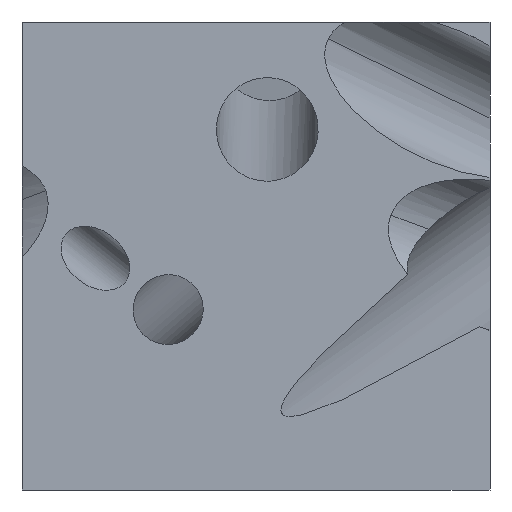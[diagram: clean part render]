
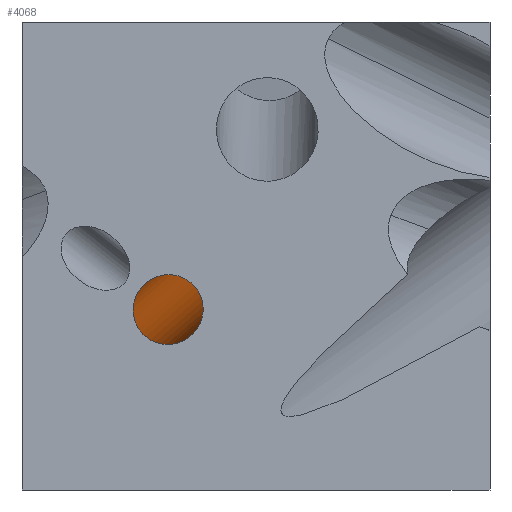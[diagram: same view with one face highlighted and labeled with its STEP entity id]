
A CAD part, left-side view. The second image highlights one B-rep face of the part: STEP entity #4068.
In plain terms, the highlighted cylindrical face has radius 14.823 mm (diameter 29.645 mm), a full revolution.
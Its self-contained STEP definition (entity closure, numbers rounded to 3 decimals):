
#32 = PLANE('',#33);
#33 = AXIS2_PLACEMENT_3D('',#34,#35,#36);
#34 = CARTESIAN_POINT('',(0.,0.,0.));
#35 = DIRECTION('',(1.,0.,-0.));
#36 = DIRECTION('',(0.,0.,1.));
#519 = EDGE_CURVE('',#520,#520,#522,.T.);
#520 = VERTEX_POINT('',#521);
#521 = CARTESIAN_POINT('',(0.,126.143,86.963));
#522 = SURFACE_CURVE('',#523,(#528,#535),.PCURVE_S1.);
#523 = ELLIPSE('',#524,15.068,14.823);
#524 = AXIS2_PLACEMENT_3D('',#525,#526,#527);
#525 = CARTESIAN_POINT('',(0.,137.537,77.104));
#526 = DIRECTION('',(1.,0.,-0.));
#527 = DIRECTION('',(-0.,0.756,-0.654));
#528 = PCURVE('',#32,#529);
#529 = DEFINITIONAL_REPRESENTATION('',(#530),#534);
#530 = ELLIPSE('',#531,15.068,14.823);
#531 = AXIS2_PLACEMENT_2D('',#532,#533);
#532 = CARTESIAN_POINT('',(77.104,-137.537));
#533 = DIRECTION('',(-0.654,-0.756));
#534 = ( GEOMETRIC_REPRESENTATION_CONTEXT(2) 
PARAMETRIC_REPRESENTATION_CONTEXT() REPRESENTATION_CONTEXT('2D SPACE',''
  ) );
#535 = PCURVE('',#536,#541);
#536 = CYLINDRICAL_SURFACE('',#537,14.823);
#537 = AXIS2_PLACEMENT_3D('',#538,#539,#540);
#538 = CARTESIAN_POINT('',(-98.49,123.937,
    88.872));
#539 = DIRECTION('',(0.984,0.136,-0.118));
#540 = DIRECTION('',(0.18,-0.744,0.644));
#541 = DEFINITIONAL_REPRESENTATION('',(#542),#573);
#542 = B_SPLINE_CURVE_WITH_KNOTS('',8,(#543,#544,#545,#546,#547,#548,
    #549,#550,#551,#552,#553,#554,#555,#556,#557,#558,#559,#560,#561,
    #562,#563,#564,#565,#566,#567,#568,#569,#570,#571,#572),
  .UNSPECIFIED.,.F.,.F.,(9,7,7,7,9),(3.142,4.712,
    5.89,7.658,9.425),.UNSPECIFIED.);
#543 = CARTESIAN_POINT('',(0.,97.411));
#544 = CARTESIAN_POINT('',(0.196,97.411));
#545 = CARTESIAN_POINT('',(0.393,97.531));
#546 = CARTESIAN_POINT('',(0.589,97.769));
#547 = CARTESIAN_POINT('',(0.785,98.117));
#548 = CARTESIAN_POINT('',(0.982,98.555));
#549 = CARTESIAN_POINT('',(1.178,99.055));
#550 = CARTESIAN_POINT('',(1.374,99.587));
#551 = CARTESIAN_POINT('',(1.718,100.517));
#552 = CARTESIAN_POINT('',(1.865,100.915));
#553 = CARTESIAN_POINT('',(2.013,101.301));
#554 = CARTESIAN_POINT('',(2.16,101.66));
#555 = CARTESIAN_POINT('',(2.307,101.98));
#556 = CARTESIAN_POINT('',(2.454,102.252));
#557 = CARTESIAN_POINT('',(2.602,102.466));
#558 = CARTESIAN_POINT('',(2.97,102.848));
#559 = CARTESIAN_POINT('',(3.191,102.937));
#560 = CARTESIAN_POINT('',(3.412,102.87));
#561 = CARTESIAN_POINT('',(3.632,102.644));
#562 = CARTESIAN_POINT('',(3.853,102.273));
#563 = CARTESIAN_POINT('',(4.074,101.79));
#564 = CARTESIAN_POINT('',(4.295,101.233));
#565 = CARTESIAN_POINT('',(4.737,100.06));
#566 = CARTESIAN_POINT('',(4.958,99.444));
#567 = CARTESIAN_POINT('',(5.179,98.842));
#568 = CARTESIAN_POINT('',(5.4,98.301));
#569 = CARTESIAN_POINT('',(5.621,97.864));
#570 = CARTESIAN_POINT('',(5.841,97.562));
#571 = CARTESIAN_POINT('',(6.062,97.411));
#572 = CARTESIAN_POINT('',(6.283,97.411));
#573 = ( GEOMETRIC_REPRESENTATION_CONTEXT(2) 
PARAMETRIC_REPRESENTATION_CONTEXT() REPRESENTATION_CONTEXT('2D SPACE',''
  ) );
#677 = PLANE('',#678);
#678 = AXIS2_PLACEMENT_3D('',#679,#680,#681);
#679 = CARTESIAN_POINT('',(200.,0.,0.));
#680 = DIRECTION('',(1.,0.,-0.));
#681 = DIRECTION('',(0.,0.,1.));
#4068 = ADVANCED_FACE('',(#4069),#536,.F.);
#4069 = FACE_BOUND('',#4070,.F.);
#4070 = EDGE_LOOP('',(#4071,#4122,#4143,#4144));
#4071 = ORIENTED_EDGE('',*,*,#4072,.F.);
#4072 = EDGE_CURVE('',#4073,#4073,#4075,.T.);
#4073 = VERTEX_POINT('',#4074);
#4074 = CARTESIAN_POINT('',(200.,153.76,63.067));
#4075 = SURFACE_CURVE('',#4076,(#4081,#4115),.PCURVE_S1.);
#4076 = ELLIPSE('',#4077,15.068,14.823);
#4077 = AXIS2_PLACEMENT_3D('',#4078,#4079,#4080);
#4078 = CARTESIAN_POINT('',(200.,165.155,53.208));
#4079 = DIRECTION('',(1.,0.,-0.));
#4080 = DIRECTION('',(-0.,0.756,-0.654));
#4081 = PCURVE('',#536,#4082);
#4082 = DEFINITIONAL_REPRESENTATION('',(#4083),#4114);
#4083 = B_SPLINE_CURVE_WITH_KNOTS('',8,(#4084,#4085,#4086,#4087,#4088,
    #4089,#4090,#4091,#4092,#4093,#4094,#4095,#4096,#4097,#4098,#4099,
    #4100,#4101,#4102,#4103,#4104,#4105,#4106,#4107,#4108,#4109,#4110,
    #4111,#4112,#4113),.UNSPECIFIED.,.F.,.F.,(9,7,7,7,9),(3.142,
    4.712,5.89,7.658,9.425),
  .UNSPECIFIED.);
#4084 = CARTESIAN_POINT('',(0.,300.719));
#4085 = CARTESIAN_POINT('',(0.196,300.719));
#4086 = CARTESIAN_POINT('',(0.393,300.838));
#4087 = CARTESIAN_POINT('',(0.589,301.076));
#4088 = CARTESIAN_POINT('',(0.785,301.424));
#4089 = CARTESIAN_POINT('',(0.982,301.862));
#4090 = CARTESIAN_POINT('',(1.178,302.362));
#4091 = CARTESIAN_POINT('',(1.374,302.894));
#4092 = CARTESIAN_POINT('',(1.718,303.824));
#4093 = CARTESIAN_POINT('',(1.865,304.222));
#4094 = CARTESIAN_POINT('',(2.013,304.608));
#4095 = CARTESIAN_POINT('',(2.16,304.967));
#4096 = CARTESIAN_POINT('',(2.307,305.287));
#4097 = CARTESIAN_POINT('',(2.454,305.559));
#4098 = CARTESIAN_POINT('',(2.602,305.773));
#4099 = CARTESIAN_POINT('',(2.97,306.155));
#4100 = CARTESIAN_POINT('',(3.191,306.244));
#4101 = CARTESIAN_POINT('',(3.412,306.177));
#4102 = CARTESIAN_POINT('',(3.632,305.951));
#4103 = CARTESIAN_POINT('',(3.853,305.581));
#4104 = CARTESIAN_POINT('',(4.074,305.097));
#4105 = CARTESIAN_POINT('',(4.295,304.54));
#4106 = CARTESIAN_POINT('',(4.737,303.367));
#4107 = CARTESIAN_POINT('',(4.958,302.751));
#4108 = CARTESIAN_POINT('',(5.179,302.149));
#4109 = CARTESIAN_POINT('',(5.4,301.608));
#4110 = CARTESIAN_POINT('',(5.621,301.171));
#4111 = CARTESIAN_POINT('',(5.841,300.869));
#4112 = CARTESIAN_POINT('',(6.062,300.719));
#4113 = CARTESIAN_POINT('',(6.283,300.719));
#4114 = ( GEOMETRIC_REPRESENTATION_CONTEXT(2) 
PARAMETRIC_REPRESENTATION_CONTEXT() REPRESENTATION_CONTEXT('2D SPACE',''
  ) );
#4115 = PCURVE('',#677,#4116);
#4116 = DEFINITIONAL_REPRESENTATION('',(#4117),#4121);
#4117 = ELLIPSE('',#4118,15.068,14.823);
#4118 = AXIS2_PLACEMENT_2D('',#4119,#4120);
#4119 = CARTESIAN_POINT('',(53.208,-165.155));
#4120 = DIRECTION('',(-0.654,-0.756));
#4121 = ( GEOMETRIC_REPRESENTATION_CONTEXT(2) 
PARAMETRIC_REPRESENTATION_CONTEXT() REPRESENTATION_CONTEXT('2D SPACE',''
  ) );
#4122 = ORIENTED_EDGE('',*,*,#4123,.F.);
#4123 = EDGE_CURVE('',#520,#4073,#4124,.T.);
#4124 = SEAM_CURVE('',#4125,(#4129,#4136),.PCURVE_S1.);
#4125 = LINE('',#4126,#4127);
#4126 = CARTESIAN_POINT('',(-95.827,112.91,
    98.413));
#4127 = VECTOR('',#4128,1.);
#4128 = DIRECTION('',(0.984,0.136,-0.118));
#4129 = PCURVE('',#536,#4130);
#4130 = DEFINITIONAL_REPRESENTATION('',(#4131),#4135);
#4131 = LINE('',#4132,#4133);
#4132 = CARTESIAN_POINT('',(6.283,-0.));
#4133 = VECTOR('',#4134,1.);
#4134 = DIRECTION('',(0.,1.));
#4135 = ( GEOMETRIC_REPRESENTATION_CONTEXT(2) 
PARAMETRIC_REPRESENTATION_CONTEXT() REPRESENTATION_CONTEXT('2D SPACE',''
  ) );
#4136 = PCURVE('',#536,#4137);
#4137 = DEFINITIONAL_REPRESENTATION('',(#4138),#4142);
#4138 = LINE('',#4139,#4140);
#4139 = CARTESIAN_POINT('',(0.,-0.));
#4140 = VECTOR('',#4141,1.);
#4141 = DIRECTION('',(0.,1.));
#4142 = ( GEOMETRIC_REPRESENTATION_CONTEXT(2) 
PARAMETRIC_REPRESENTATION_CONTEXT() REPRESENTATION_CONTEXT('2D SPACE',''
  ) );
#4143 = ORIENTED_EDGE('',*,*,#519,.T.);
#4144 = ORIENTED_EDGE('',*,*,#4123,.T.);
